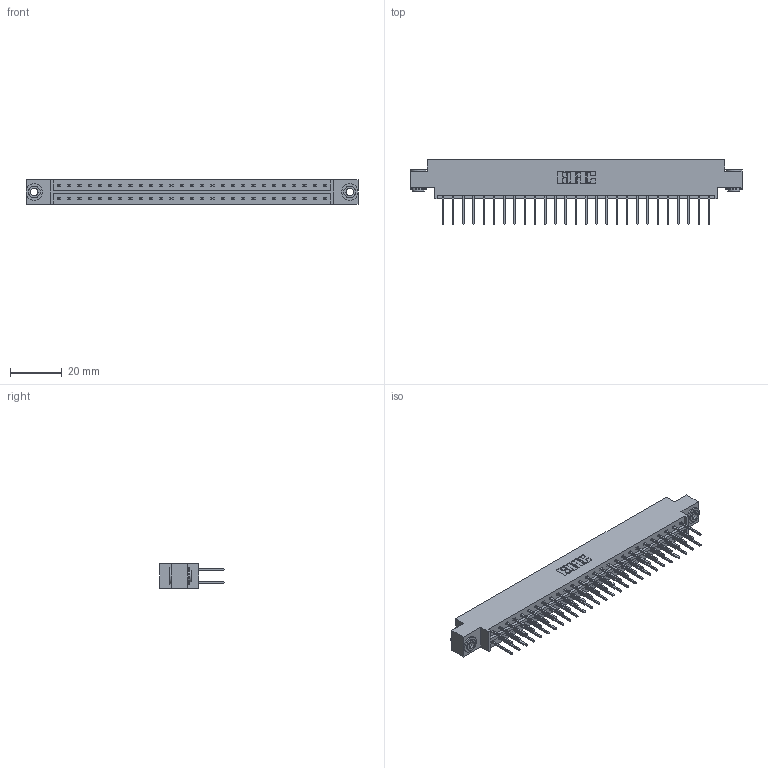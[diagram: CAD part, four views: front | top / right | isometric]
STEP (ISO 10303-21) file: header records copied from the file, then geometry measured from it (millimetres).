
FILE_DESCRIPTION (( 'STEP AP203' ), '1' );
FILE_NAME ('833-054-523-803.STEP', '2020-06-04T20:40:48', ( '' ), ( '' ), 'SwSTEP 2.0', 'SolidWorks 2020', '' );
FILE_SCHEMA (( 'CONFIG_CONTROL_DESIGN' ));
Length unit declared in the file: inch
Products named in the file (4): 833 Part_Offset - .156 Dia - TH; 345-250-002_345-250-002-102; 833-054-523-803; 345-292-001_345-293-123
Assembly tree (57 placements, depth 2):
  833-054-523-803
    833 Part_Offset - .156 Dia - TH
    345-292-001_345-293-123  x54
    345-250-002_345-250-002-102  x2
Bounding box: 128.52 x 25.15 x 9.4 mm (x, y, z)
Volume: 12883.6 mm3; surface area: 16036 mm2
Topology: 57 solids, 57 shells, 2964 faces, 8769 edges, 5770 vertices
Faces by surface type: plane 2028, cylinder 928, cone 8
Entity records: 20110 total; most frequent: CARTESIAN_POINT 3329, ORIENTED_EDGE 3258, DIRECTION 2903, EDGE_CURVE 1629, VECTOR 1477, LINE 1477, VERTEX_POINT 1082, AXIS2_PLACEMENT_3D 713
